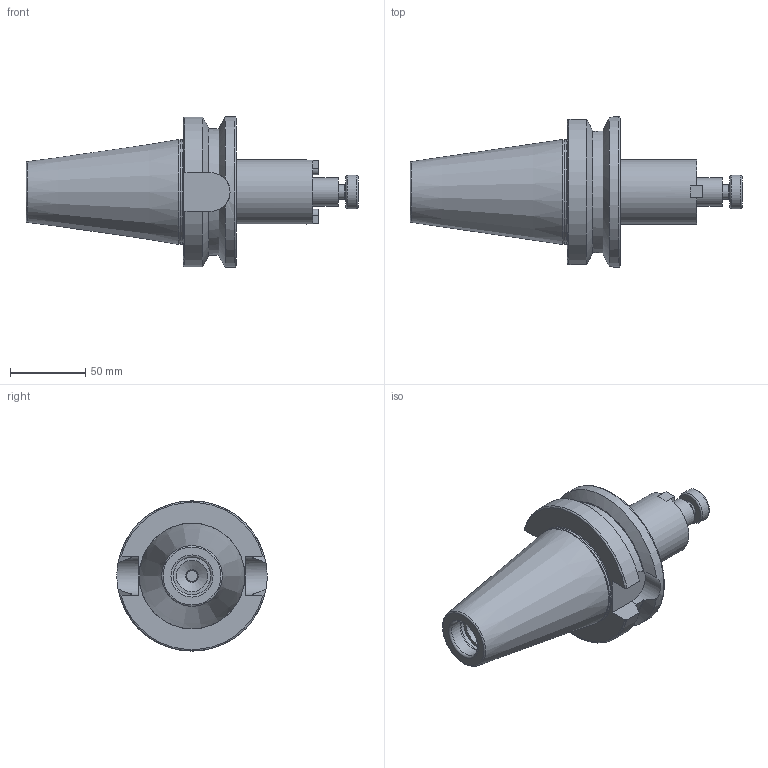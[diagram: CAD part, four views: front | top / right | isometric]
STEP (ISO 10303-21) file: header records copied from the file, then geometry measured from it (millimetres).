
FILE_DESCRIPTION(/* description */ ('','CAx-IF Rec.Pracs.---Representation and Presentation of Product Manufacturing Information (PMI)---4.0---2014-10-13'),/* implementation_level */ '2;1');
FILE_NAME(/* name */ 'EI310.stp',/* time_stamp */ '2025-04-02T10:23:32+09:00',/* author */ ('eos'),/* organization */ (''),/* preprocessor_version */ 'ST-DEVELOPER v20',/* originating_system */ 'Autodesk Inventor 2025',/* authorisation */ '');
FILE_SCHEMA (('AP242_MANAGED_MODEL_BASED_3D_ENGINEERING_MIM_LF { 1 0 10303 442 1 1 4 }'));
Products named in the file (5): LO-BT50-SMA19.05-88.9; BT50; SMA27-DRIV EKEY-SECO; #4340; COLLAR BOLT-UNF3_8-24x24L
Assembly tree (4 placements, depth 2):
  LO-BT50-SMA19.05-88.9
    BT50
    SMA27-DRIV EKEY-SECO  x2
    COLLAR BOLT-UNF3_8-24x24L
  #4340
Bounding box: 220.97 x 100 x 100 mm (x, y, z)
Volume: 526185.5 mm3; surface area: 67222.2 mm2
Topology: 6 solids, 6 shells, 129 faces, 307 edges, 200 vertices
Faces by surface type: plane 68, cylinder 32, cone 16, torus 13
Full cylindrical faces by diameter (mm): 2.487 x2, 3.175 x2, 3.3 x2, 5.207 x2, 5.4 x2, 7.938 x1, 8.382 x1, 9.525 x1, 10.5 x1, 19.05 x1, 20.752 x1, 22.4 x1, 25 x1, 25.6 x1, 43 x1, 69.3 x1, 100 x1
Entity records: 4316 total; most frequent: CARTESIAN_POINT 1006, DIRECTION 678, ORIENTED_EDGE 498, AXIS2_PLACEMENT_3D 279, EDGE_CURVE 249, VERTEX_POINT 164, STYLED_ITEM 152, EDGE_LOOP 121
